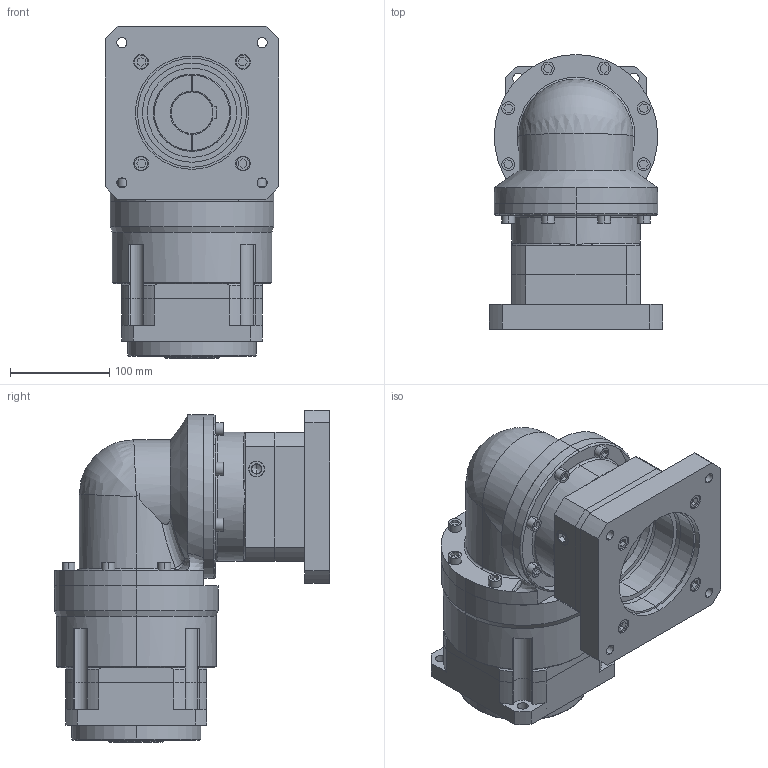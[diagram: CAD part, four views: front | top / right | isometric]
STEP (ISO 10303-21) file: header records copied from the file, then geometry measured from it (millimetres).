
FILE_DESCRIPTION (( 'STEP AP214' ), '1' );
FILE_NAME ('VGZK142双级模型-T（42-113 114.3-3 4-13.5-200）.STEP', '2019-02-18T03:14:04', ( 'Windows' ), ( 'Microsoft' ), 'SwSTEP 2.0', 'SolidWorks 2016', '' );
FILE_SCHEMA (( 'AUTOMOTIVE_DESIGN' ));
Length unit declared in the file: millimetre
Products named in the file (3): VGZE160转角部分-T（42-113 114.3-3 4-13.5-200）; VGK142邧撰怀堤窒煦; VGZK142双级模型-T（42-113 114.3-3 4-13.5-200）
Assembly tree (2 placements, depth 2):
  VGZK142双级模型-T（42-113 114.3-3 4-13.5-200）
    VGK142邧撰怀堤窒煦
    VGZE160转角部分-T（42-113 114.3-3 4-13.5-200）
Bounding box: 175 x 277.5 x 335 mm (x, y, z)
Volume: 6540663.5 mm3; surface area: 522836 mm2
Topology: 10 solids, 10 shells, 625 faces, 1538 edges, 987 vertices
Faces by surface type: plane 325, cylinder 233, cone 28, torus 20, bspline 19
Entity records: 20938 total; most frequent: CARTESIAN_POINT 4688, DIRECTION 3223, ORIENTED_EDGE 3028, EDGE_CURVE 1514, AXIS2_PLACEMENT_3D 1176, VERTEX_POINT 987, LINE 871, VECTOR 871
